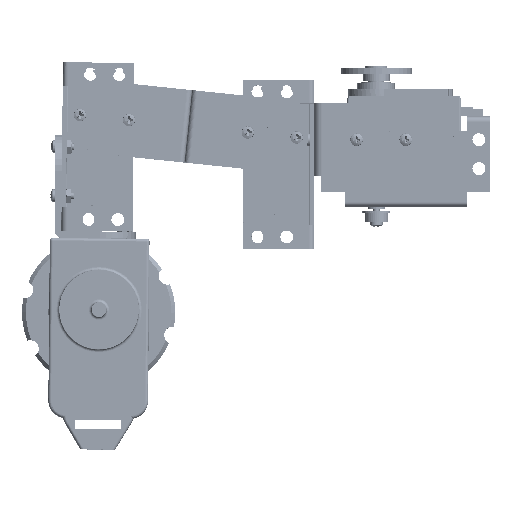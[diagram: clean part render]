
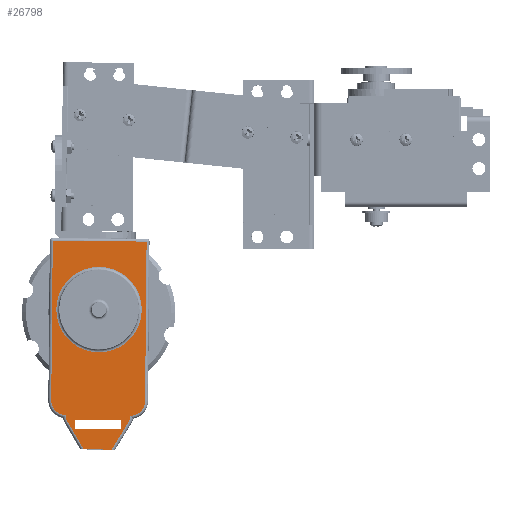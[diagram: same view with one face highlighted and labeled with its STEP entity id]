
A CAD part, top view. The second image highlights one B-rep face of the part: STEP entity #26798.
In plain terms, the highlighted face is planar.
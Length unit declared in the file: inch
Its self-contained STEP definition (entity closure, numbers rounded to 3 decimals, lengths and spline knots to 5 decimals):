
#1573 = CARTESIAN_POINT ( 'NONE',  ( 1.6949, 1.11933, 1.35458 ) ) ;
#3002 = CARTESIAN_POINT ( 'NONE',  ( 1.6949, 3.59915, 1.03962 ) ) ;
#3057 = CARTESIAN_POINT ( 'NONE',  ( 1.6949, 1.49398, 2.09473 ) ) ;
#3237 = VERTEX_POINT ( 'NONE', #61213 ) ;
#4334 = VECTOR ( 'NONE', #32159, 39.37008 ) ;
#4446 = ORIENTED_EDGE ( 'NONE', *, *, #66977, .T. ) ;
#5126 = CARTESIAN_POINT ( 'NONE',  ( 1.6949, 2.70981, 1.6656 ) ) ;
#5266 = DIRECTION ( 'NONE',  ( 0., 1., 0. ) ) ;
#5980 = DIRECTION ( 'NONE',  ( 1., 0., 0. ) ) ;
#7695 = DIRECTION ( 'NONE',  ( 0., 0.857, -0.514 ) ) ;
#7999 = LINE ( 'NONE', #35993, #82250 ) ;
#10291 = DIRECTION ( 'NONE',  ( 0., 1., 0. ) ) ;
#10294 = VECTOR ( 'NONE', #52337, 39.37008 ) ;
#10310 = AXIS2_PLACEMENT_3D ( 'NONE', #5126, #55408, #12383 ) ;
#11391 = LINE ( 'NONE', #3002, #30544 ) ;
#11662 = EDGE_CURVE ( 'NONE', #38967, #17382, #18286, .T. ) ;
#12383 = DIRECTION ( 'NONE',  ( 0., 1., 0. ) ) ;
#12556 = DIRECTION ( 'NONE',  ( 1., 0., 0. ) ) ;
#13048 = ORIENTED_EDGE ( 'NONE', *, *, #74940, .T. ) ;
#14452 = ORIENTED_EDGE ( 'NONE', *, *, #84098, .T. ) ;
#14760 = ORIENTED_EDGE ( 'NONE', *, *, #81320, .T. ) ;
#15709 = CARTESIAN_POINT ( 'NONE',  ( 1.6949, 1.21093, 2.07228 ) ) ;
#15845 = AXIS2_PLACEMENT_3D ( 'NONE', #48995, #5980, #56249 ) ;
#16023 = DIRECTION ( 'NONE',  ( 0., 0., -1. ) ) ;
#16934 = EDGE_CURVE ( 'NONE', #62334, #34937, #7999, .T. ) ;
#17382 = VERTEX_POINT ( 'NONE', #57622 ) ;
#17647 = FACE_OUTER_BOUND ( 'NONE', #41620, .T. ) ;
#18286 = LINE ( 'NONE', #75524, #37405 ) ;
#18465 = AXIS2_PLACEMENT_3D ( 'NONE', #3057, #53316, #10291 ) ;
#19158 = CARTESIAN_POINT ( 'NONE',  ( 1.6949, 1.11933, 1.35458 ) ) ;
#19617 = VERTEX_POINT ( 'NONE', #55322 ) ;
#21468 = DIRECTION ( 'NONE',  ( 1., 0., 0. ) ) ;
#21545 = AXIS2_PLACEMENT_3D ( 'NONE', #55578, #12556, #62779 ) ;
#23245 = CARTESIAN_POINT ( 'NONE',  ( 1.6949, 3.62327, 2.29158 ) ) ;
#23469 = LINE ( 'NONE', #60705, #4334 ) ;
#23476 = ORIENTED_EDGE ( 'NONE', *, *, #47709, .T. ) ;
#23543 = VERTEX_POINT ( 'NONE', #70930 ) ;
#23911 = VERTEX_POINT ( 'NONE', #55754 ) ;
#24560 = CARTESIAN_POINT ( 'NONE',  ( 1.6949, 3.59915, 2.29158 ) ) ;
#26225 = CARTESIAN_POINT ( 'NONE',  ( 1.6949, 2.70981, 1.6656 ) ) ;
#26798 = ADVANCED_FACE ( 'NONE', ( #17647, #72761, #36741 ), #40845, .T. ) ;
#27378 = DIRECTION ( 'NONE',  ( 1., 0., 0. ) ) ;
#29294 = VERTEX_POINT ( 'NONE', #29343 ) ;
#29343 = CARTESIAN_POINT ( 'NONE',  ( 1.6949, 1.29719, 1.23144 ) ) ;
#30355 = ORIENTED_EDGE ( 'NONE', *, *, #40723, .T. ) ;
#30544 = VECTOR ( 'NONE', #46032, 39.37008 ) ;
#31412 = ORIENTED_EDGE ( 'NONE', *, *, #70715, .F. ) ;
#31704 = LINE ( 'NONE', #88220, #10294 ) ;
#31794 = DIRECTION ( 'NONE',  ( 0., -1., 0. ) ) ;
#32159 = DIRECTION ( 'NONE',  ( 0., 0., 1. ) ) ;
#32444 = CARTESIAN_POINT ( 'NONE',  ( 1.6949, 3.62327, 2.29158 ) ) ;
#33479 = DIRECTION ( 'NONE',  ( 0., 1., 0. ) ) ;
#33481 = AXIS2_PLACEMENT_3D ( 'NONE', #26225, #76519, #33479 ) ;
#34937 = VERTEX_POINT ( 'NONE', #45044 ) ;
#35993 = CARTESIAN_POINT ( 'NONE',  ( 1.6949, 1.21093, 1.25892 ) ) ;
#36711 = VERTEX_POINT ( 'NONE', #66337 ) ;
#36741 = FACE_BOUND ( 'NONE', #73096, .T. ) ;
#37405 = VECTOR ( 'NONE', #75233, 39.37008 ) ;
#38967 = VERTEX_POINT ( 'NONE', #53988 ) ;
#39964 = LINE ( 'NONE', #48306, #59028 ) ;
#40723 = EDGE_CURVE ( 'NONE', #74151, #44190, #50407, .T. ) ;
#40845 = PLANE ( 'NONE',  #21545 ) ;
#41181 = ORIENTED_EDGE ( 'NONE', *, *, #86851, .T. ) ;
#41620 = EDGE_LOOP ( 'NONE', ( #86038, #76399, #41181, #14452, #14760, #23476, #82176, #68283, #30355, #73101 ) ) ;
#42218 = CIRCLE ( 'NONE', #92612, 0.19685 ) ;
#43925 = DIRECTION ( 'NONE',  ( 0., 0., 1. ) ) ;
#44050 = CIRCLE ( 'NONE', #58554, 0.19685 ) ;
#44190 = VERTEX_POINT ( 'NONE', #15709 ) ;
#45044 = CARTESIAN_POINT ( 'NONE',  ( 1.6949, 1.21093, 1.25892 ) ) ;
#46032 = DIRECTION ( 'NONE',  ( 0., 1., 0. ) ) ;
#47709 = EDGE_CURVE ( 'NONE', #3237, #82237, #82993, .T. ) ;
#48272 = EDGE_CURVE ( 'NONE', #36711, #74151, #92933, .T. ) ;
#48306 = CARTESIAN_POINT ( 'NONE',  ( 1.6949, 1.23744, 1.35458 ) ) ;
#48995 = CARTESIAN_POINT ( 'NONE',  ( 1.6949, 1.31221, 1.90348 ) ) ;
#50407 = CIRCLE ( 'NONE', #15845, 0.19685 ) ;
#50753 = CIRCLE ( 'NONE', #10310, 0.57087 ) ;
#52337 = DIRECTION ( 'NONE',  ( 0., -0.857, -0.514 ) ) ;
#53316 = DIRECTION ( 'NONE',  ( 1., 0., 0. ) ) ;
#53988 = CARTESIAN_POINT ( 'NONE',  ( 1.6949, 1.23744, 1.97662 ) ) ;
#55322 = CARTESIAN_POINT ( 'NONE',  ( 1.6949, 1.23744, 1.35458 ) ) ;
#55408 = DIRECTION ( 'NONE',  ( -1., 0., 0. ) ) ;
#55578 = CARTESIAN_POINT ( 'NONE',  ( 1.6949, 3.59915, 1.1971 ) ) ;
#55754 = CARTESIAN_POINT ( 'NONE',  ( 1.6949, 0.84374, 1.85197 ) ) ;
#55887 = EDGE_CURVE ( 'NONE', #82237, #36711, #80835, .T. ) ;
#56249 = DIRECTION ( 'NONE',  ( 0., 1., 0. ) ) ;
#56739 = CARTESIAN_POINT ( 'NONE',  ( 1.6949, 0.84374, 1.47923 ) ) ;
#57129 = ORIENTED_EDGE ( 'NONE', *, *, #74059, .F. ) ;
#57622 = CARTESIAN_POINT ( 'NONE',  ( 1.6949, 1.11933, 1.97662 ) ) ;
#58222 = ORIENTED_EDGE ( 'NONE', *, *, #11662, .F. ) ;
#58554 = AXIS2_PLACEMENT_3D ( 'NONE', #64493, #21468, #71797 ) ;
#58989 = CARTESIAN_POINT ( 'NONE',  ( 1.6949, 0.84374, 1.1971 ) ) ;
#59028 = VECTOR ( 'NONE', #5266, 39.37008 ) ;
#60705 = CARTESIAN_POINT ( 'NONE',  ( 1.6949, 1.23744, 1.35458 ) ) ;
#60867 = VECTOR ( 'NONE', #16023, 39.37008 ) ;
#61213 = CARTESIAN_POINT ( 'NONE',  ( 1.6949, 3.62327, 1.03962 ) ) ;
#62242 = VERTEX_POINT ( 'NONE', #86258 ) ;
#62334 = VERTEX_POINT ( 'NONE', #56739 ) ;
#62779 = DIRECTION ( 'NONE',  ( 0., 0., 1. ) ) ;
#64166 = EDGE_LOOP ( 'NONE', ( #4446, #13048 ) ) ;
#64347 = CARTESIAN_POINT ( 'NONE',  ( 1.6949, 2.13895, 1.6656 ) ) ;
#64471 = ORIENTED_EDGE ( 'NONE', *, *, #81805, .F. ) ;
#64493 = CARTESIAN_POINT ( 'NONE',  ( 1.6949, 1.49398, 1.23647 ) ) ;
#64665 = VECTOR ( 'NONE', #43925, 39.37008 ) ;
#66337 = CARTESIAN_POINT ( 'NONE',  ( 1.6949, 1.49398, 2.29158 ) ) ;
#66922 = LINE ( 'NONE', #58989, #64665 ) ;
#66977 = EDGE_CURVE ( 'NONE', #23543, #67812, #50753, .T. ) ;
#67812 = VERTEX_POINT ( 'NONE', #64347 ) ;
#68283 = ORIENTED_EDGE ( 'NONE', *, *, #48272, .T. ) ;
#70416 = CARTESIAN_POINT ( 'NONE',  ( 1.6949, 1.31221, 1.42772 ) ) ;
#70715 = EDGE_CURVE ( 'NONE', #91745, #19617, #39964, .T. ) ;
#70753 = CIRCLE ( 'NONE', #33481, 0.57087 ) ;
#70930 = CARTESIAN_POINT ( 'NONE',  ( 1.6949, 3.28068, 1.6656 ) ) ;
#71797 = DIRECTION ( 'NONE',  ( 0., 1., 0. ) ) ;
#72761 = FACE_BOUND ( 'NONE', #64166, .T. ) ;
#73096 = EDGE_LOOP ( 'NONE', ( #64471, #31412, #57129, #58222 ) ) ;
#73101 = ORIENTED_EDGE ( 'NONE', *, *, #81237, .T. ) ;
#74059 = EDGE_CURVE ( 'NONE', #17382, #91745, #80035, .T. ) ;
#74151 = VERTEX_POINT ( 'NONE', #81674 ) ;
#74940 = EDGE_CURVE ( 'NONE', #67812, #23543, #70753, .T. ) ;
#75233 = DIRECTION ( 'NONE',  ( 0., -1., 0. ) ) ;
#75524 = CARTESIAN_POINT ( 'NONE',  ( 1.6949, 1.11933, 1.97662 ) ) ;
#76399 = ORIENTED_EDGE ( 'NONE', *, *, #16934, .T. ) ;
#76519 = DIRECTION ( 'NONE',  ( -1., 0., 0. ) ) ;
#77682 = DIRECTION ( 'NONE',  ( 0., 1., 0. ) ) ;
#78032 = EDGE_CURVE ( 'NONE', #62334, #23911, #66922, .T. ) ;
#78553 = VECTOR ( 'NONE', #31794, 39.37008 ) ;
#80035 = LINE ( 'NONE', #1573, #60867 ) ;
#80777 = VECTOR ( 'NONE', #82381, 39.37008 ) ;
#80835 = LINE ( 'NONE', #24560, #78553 ) ;
#81237 = EDGE_CURVE ( 'NONE', #44190, #23911, #31704, .T. ) ;
#81320 = EDGE_CURVE ( 'NONE', #62242, #3237, #11391, .T. ) ;
#81674 = CARTESIAN_POINT ( 'NONE',  ( 1.6949, 1.29719, 2.09976 ) ) ;
#81805 = EDGE_CURVE ( 'NONE', #19617, #38967, #23469, .T. ) ;
#82176 = ORIENTED_EDGE ( 'NONE', *, *, #55887, .T. ) ;
#82237 = VERTEX_POINT ( 'NONE', #23245 ) ;
#82250 = VECTOR ( 'NONE', #7695, 39.37008 ) ;
#82381 = DIRECTION ( 'NONE',  ( 0., 0., 1. ) ) ;
#82993 = LINE ( 'NONE', #32444, #80777 ) ;
#84098 = EDGE_CURVE ( 'NONE', #29294, #62242, #44050, .T. ) ;
#86038 = ORIENTED_EDGE ( 'NONE', *, *, #78032, .F. ) ;
#86258 = CARTESIAN_POINT ( 'NONE',  ( 1.6949, 1.49398, 1.03962 ) ) ;
#86851 = EDGE_CURVE ( 'NONE', #34937, #29294, #42218, .T. ) ;
#88220 = CARTESIAN_POINT ( 'NONE',  ( 1.6949, 0.864, 1.86412 ) ) ;
#91745 = VERTEX_POINT ( 'NONE', #19158 ) ;
#92612 = AXIS2_PLACEMENT_3D ( 'NONE', #70416, #27378, #77682 ) ;
#92933 = CIRCLE ( 'NONE', #18465, 0.19685 ) ;
